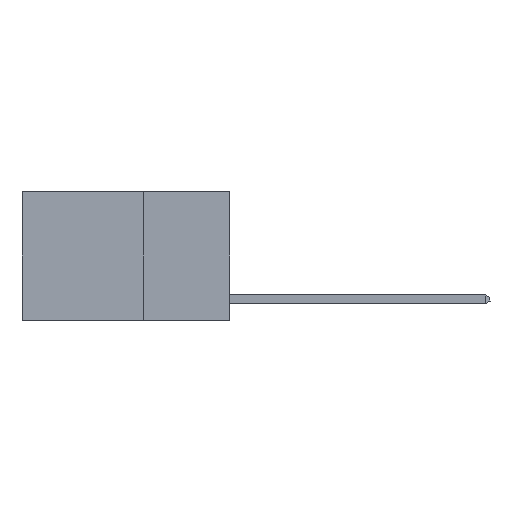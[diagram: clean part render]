
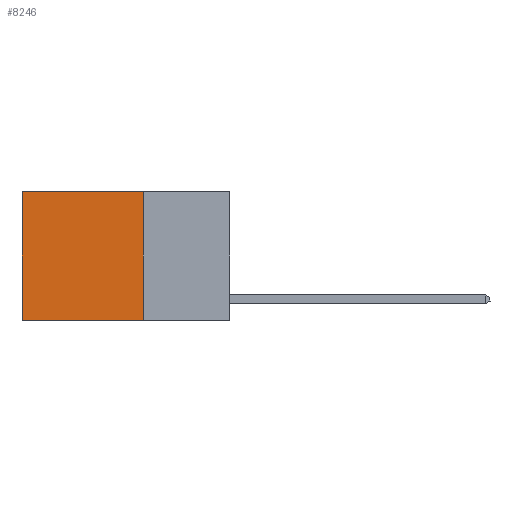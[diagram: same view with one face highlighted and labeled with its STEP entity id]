
A CAD part, left-side view. The second image highlights one B-rep face of the part: STEP entity #8246.
In plain terms, the highlighted planar face has unit normal (-1, 0, 0).
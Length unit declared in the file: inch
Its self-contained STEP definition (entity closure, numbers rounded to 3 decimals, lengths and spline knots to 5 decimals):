
#2786 = VECTOR ( 'NONE', #19007, 39.37008 ) ;
#3047 = VERTEX_POINT ( 'NONE', #19913 ) ;
#3135 = ORIENTED_EDGE ( 'NONE', *, *, #4707, .F. ) ;
#3350 = LINE ( 'NONE', #8514, #2786 ) ;
#4288 = ORIENTED_EDGE ( 'NONE', *, *, #14218, .F. ) ;
#4707 = EDGE_CURVE ( 'NONE', #3047, #19041, #8088, .T. ) ;
#5070 = ORIENTED_EDGE ( 'NONE', *, *, #22011, .T. ) ;
#5092 = VECTOR ( 'NONE', #9108, 39.37008 ) ;
#5862 = DIRECTION ( 'NONE',  ( 1., 0., 0. ) ) ;
#6417 = VECTOR ( 'NONE', #20945, 39.37008 ) ;
#7249 = VERTEX_POINT ( 'NONE', #15346 ) ;
#7999 = FACE_OUTER_BOUND ( 'NONE', #17723, .T. ) ;
#8088 = LINE ( 'NONE', #10611, #6417 ) ;
#8246 = ADVANCED_FACE ( 'NONE', ( #7999 ), #12916, .F. ) ;
#8514 = CARTESIAN_POINT ( 'NONE',  ( 0.2625, 0.25, 0. ) ) ;
#8782 = ORIENTED_EDGE ( 'NONE', *, *, #20942, .T. ) ;
#9108 = DIRECTION ( 'NONE',  ( 0., 0., -1. ) ) ;
#9359 = CARTESIAN_POINT ( 'NONE',  ( 0.2625, 0.25, 0. ) ) ;
#9820 = LINE ( 'NONE', #21210, #5092 ) ;
#10611 = CARTESIAN_POINT ( 'NONE',  ( 0.2625, 0.25, -0.37 ) ) ;
#11163 = VECTOR ( 'NONE', #16055, 39.37008 ) ;
#12308 = CARTESIAN_POINT ( 'NONE',  ( 0.2625, 0.6, -0.37 ) ) ;
#12916 = PLANE ( 'NONE',  #20717 ) ;
#14218 = EDGE_CURVE ( 'NONE', #7249, #3047, #9820, .T. ) ;
#15346 = CARTESIAN_POINT ( 'NONE',  ( 0.2625, 0.25, 0. ) ) ;
#16055 = DIRECTION ( 'NONE',  ( 0., 0., -1. ) ) ;
#16383 = LINE ( 'NONE', #21145, #11163 ) ;
#17108 = VERTEX_POINT ( 'NONE', #21601 ) ;
#17723 = EDGE_LOOP ( 'NONE', ( #8782, #3135, #4288, #5070 ) ) ;
#18122 = DIRECTION ( 'NONE',  ( 0., 0., -1. ) ) ;
#19007 = DIRECTION ( 'NONE',  ( 0., 1., 0. ) ) ;
#19041 = VERTEX_POINT ( 'NONE', #12308 ) ;
#19913 = CARTESIAN_POINT ( 'NONE',  ( 0.2625, 0.25, -0.37 ) ) ;
#20717 = AXIS2_PLACEMENT_3D ( 'NONE', #9359, #5862, #18122 ) ;
#20942 = EDGE_CURVE ( 'NONE', #17108, #19041, #16383, .T. ) ;
#20945 = DIRECTION ( 'NONE',  ( 0., 1., 0. ) ) ;
#21145 = CARTESIAN_POINT ( 'NONE',  ( 0.2625, 0.6, 0. ) ) ;
#21210 = CARTESIAN_POINT ( 'NONE',  ( 0.2625, 0.25, 0. ) ) ;
#21601 = CARTESIAN_POINT ( 'NONE',  ( 0.2625, 0.6, 0. ) ) ;
#22011 = EDGE_CURVE ( 'NONE', #7249, #17108, #3350, .T. ) ;
